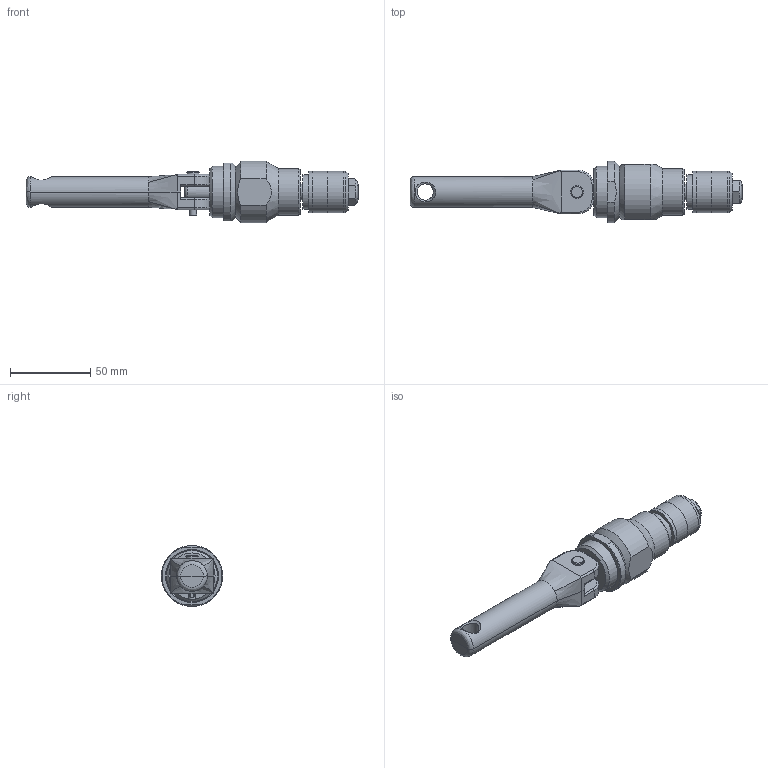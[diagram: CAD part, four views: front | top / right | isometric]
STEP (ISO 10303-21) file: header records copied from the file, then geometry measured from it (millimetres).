
FILE_DESCRIPTION(/* description */ (''),/* implementation_level */ '2;1');
FILE_NAME(/* name */ 'ZN333 CAD MODEL.stp',/* time_stamp */ '2014-10-09T10:50:20-05:00',/* author */ ('scottg'),/* organization */ ('FasTest,Inc.'),/* preprocessor_version */ 'ST-DEVELOPER v15.2',/* originating_system */ 'Autodesk Inventor 2014',/* authorisation */ '');
FILE_SCHEMA (('AUTOMOTIVE_DESIGN { 1 0 10303 214 3 1 1 }'));
Length unit declared in the file: inch
Products named in the file (5): ZN333 SOLID; 5ZN190 CADModel; H1131; 90101A245; ZN333 CAD MODEL
Bounding box: 206.45 x 38.1 x 37.96 mm (x, y, z)
Volume: 100034.9 mm3; surface area: 29686.1 mm2
Topology: 5 solids, 5 shells, 189 faces, 419 edges, 263 vertices
Faces by surface type: cylinder 66, plane 58, cone 40, torus 13, bspline 12
Full cylindrical faces by diameter (mm): 2.286 x1, 4.293 x1, 4.635 x1, 4.877 x2, 4.902 x1, 7.874 x1, 8.489 x1, 8.57 x4, 9.525 x6, 9.906 x6, 10.16 x2, 10.264 x1, 10.719 x1, 11.176 x1, 11.227 x1, 17.399 x1, 20.32 x1, 21.692 x1, 25.705 x4, 29.21 x1, 31.75 x1, 32.512 x1
Entity records: 6330 total; most frequent: CARTESIAN_POINT 2460, DIRECTION 789, ORIENTED_EDGE 674, AXIS2_PLACEMENT_3D 354, EDGE_CURVE 337, EDGE_LOOP 291, VERTEX_POINT 246, ADVANCED_FACE 189
